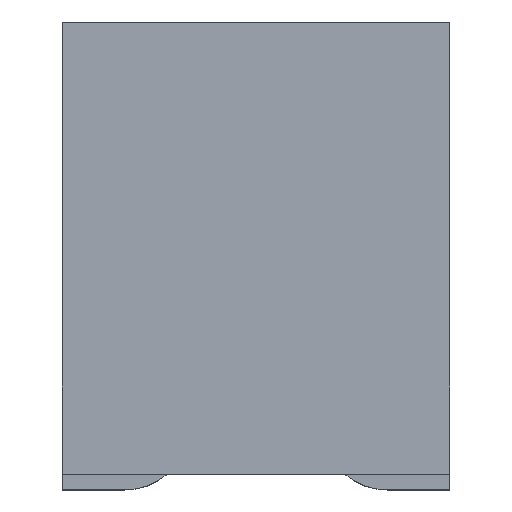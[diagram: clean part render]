
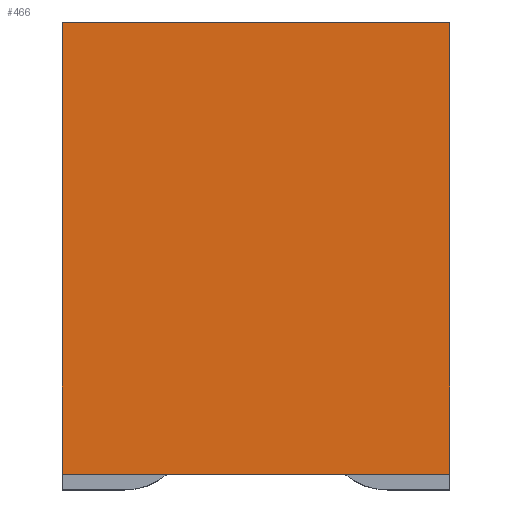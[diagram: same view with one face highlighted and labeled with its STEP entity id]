
A CAD part, top view. The second image highlights one B-rep face of the part: STEP entity #466.
In plain terms, the highlighted planar face has unit normal (0, 0, 1).
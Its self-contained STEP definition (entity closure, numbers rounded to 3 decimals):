
#466 = ADVANCED_FACE( '', ( #906 ), #907, .T. );
#906 = FACE_OUTER_BOUND( '', #1373, .T. );
#907 = PLANE( '', #1374 );
#1373 = EDGE_LOOP( '', ( #2637, #2638, #2639, #2640 ) );
#1374 = AXIS2_PLACEMENT_3D( '', #2641, #2642, #2643 );
#2637 = ORIENTED_EDGE( '', *, *, #3302, .T. );
#2638 = ORIENTED_EDGE( '', *, *, #3313, .T. );
#2639 = ORIENTED_EDGE( '', *, *, #3035, .T. );
#2640 = ORIENTED_EDGE( '', *, *, #3046, .T. );
#2641 = CARTESIAN_POINT( '', ( 0., 0., 2.85 ) );
#2642 = DIRECTION( '', ( 0., 0., 1. ) );
#2643 = DIRECTION( '', ( 1., 0., 0. ) );
#3035 = EDGE_CURVE( '', #3641, #3639, #3642, .T. );
#3046 = EDGE_CURVE( '', #3639, #3657, #3659, .T. );
#3302 = EDGE_CURVE( '', #3657, #4018, #4020, .T. );
#3313 = EDGE_CURVE( '', #4018, #3641, #4032, .T. );
#3639 = VERTEX_POINT( '', #4561 );
#3641 = VERTEX_POINT( '', #4564 );
#3642 = LINE( '', #4565, #4566 );
#3657 = VERTEX_POINT( '', #4588 );
#3659 = LINE( '', #4591, #4592 );
#4018 = VERTEX_POINT( '', #5276 );
#4020 = LINE( '', #5279, #5280 );
#4032 = LINE( '', #5297, #5298 );
#4561 = CARTESIAN_POINT( '', ( 4.975, 5.8, 2.85 ) );
#4564 = CARTESIAN_POINT( '', ( 4.975, -5.8, 2.85 ) );
#4565 = CARTESIAN_POINT( '', ( 4.975, -5.8, 2.85 ) );
#4566 = VECTOR( '', #5523, 1000. );
#4588 = CARTESIAN_POINT( '', ( -4.975, 5.8, 2.85 ) );
#4591 = CARTESIAN_POINT( '', ( 4.975, 5.8, 2.85 ) );
#4592 = VECTOR( '', #5532, 1000. );
#5276 = CARTESIAN_POINT( '', ( -4.975, -5.8, 2.85 ) );
#5279 = CARTESIAN_POINT( '', ( -4.975, 5.8, 2.85 ) );
#5280 = VECTOR( '', #5724, 1000. );
#5297 = CARTESIAN_POINT( '', ( -4.975, -5.8, 2.85 ) );
#5298 = VECTOR( '', #5730, 1000. );
#5523 = DIRECTION( '', ( 0., 1., 0. ) );
#5532 = DIRECTION( '', ( -1., 0., 0. ) );
#5724 = DIRECTION( '', ( 0., -1., 0. ) );
#5730 = DIRECTION( '', ( 1., 0., 0. ) );
